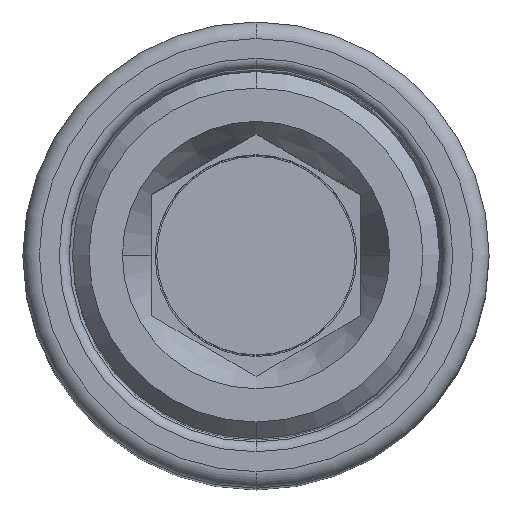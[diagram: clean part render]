
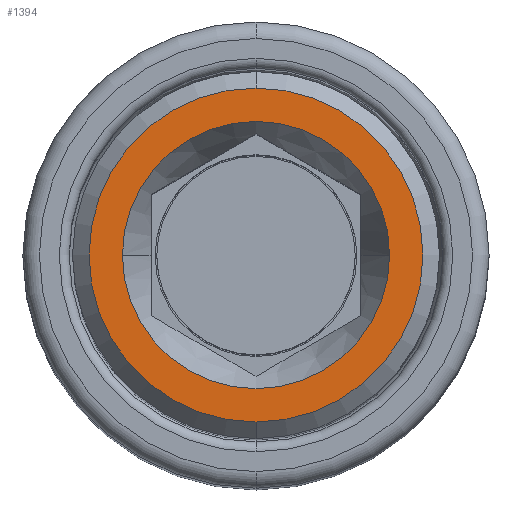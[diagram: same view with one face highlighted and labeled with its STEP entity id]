
A CAD part, top view. The second image highlights one B-rep face of the part: STEP entity #1394.
In plain terms, the highlighted planar face has unit normal (0, 0, 1).
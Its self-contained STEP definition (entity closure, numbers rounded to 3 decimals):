
#232=CARTESIAN_POINT('',(0.,0.,0.));
#233=DIRECTION('',(0.,0.,1.));
#234=DIRECTION('',(0.,1.,0.));
#235=AXIS2_PLACEMENT_3D('',#232,#233,#234);
#240=CARTESIAN_POINT('',(0.,0.,0.));
#241=DIRECTION('',(0.,0.,1.));
#242=DIRECTION('',(0.,-1.,0.));
#243=AXIS2_PLACEMENT_3D('',#240,#241,#242);
#248=CARTESIAN_POINT('',(0.,0.,0.));
#249=DIRECTION('',(0.,0.,-1.));
#250=DIRECTION('',(1.,0.,0.));
#251=AXIS2_PLACEMENT_3D('',#248,#249,#250);
#256=CARTESIAN_POINT('',(0.,0.,0.));
#257=DIRECTION('',(0.,0.,-1.));
#258=DIRECTION('',(-1.,0.,0.));
#259=AXIS2_PLACEMENT_3D('',#256,#257,#258);
#1157=CARTESIAN_POINT('',(0.,5.05,0.));
#1158=CARTESIAN_POINT('',(0.,-5.05,0.));
#1159=VERTEX_POINT('',#1157);
#1160=VERTEX_POINT('',#1158);
#1173=CARTESIAN_POINT('',(4.041,0.,0.));
#1174=CARTESIAN_POINT('',(-4.041,0.,0.));
#1175=VERTEX_POINT('',#1173);
#1176=VERTEX_POINT('',#1174);
#1378=CARTESIAN_POINT('',(0.,0.,0.));
#1379=DIRECTION('',(0.,0.,-1.));
#1380=DIRECTION('',(0.,-1.,0.));
#1381=AXIS2_PLACEMENT_3D('',#1378,#1379,#1380);
#1382=PLANE('',#1381);
#1384=ORIENTED_EDGE('',*,*,#1383,.F.);
#1385=ORIENTED_EDGE('',*,*,#1368,.F.);
#1386=EDGE_LOOP('',(#1384,#1385));
#1387=FACE_OUTER_BOUND('',#1386,.F.);
#1389=ORIENTED_EDGE('',*,*,#1388,.F.);
#1391=ORIENTED_EDGE('',*,*,#1390,.F.);
#1392=EDGE_LOOP('',(#1389,#1391));
#1393=FACE_BOUND('',#1392,.F.);
#1394=ADVANCED_FACE('',(#1387,#1393),#1382,.F.);
#236=CIRCLE('',#235,5.05);
#244=CIRCLE('',#243,5.05);
#252=CIRCLE('',#251,4.041);
#260=CIRCLE('',#259,4.041);
#1368=EDGE_CURVE('',#1160,#1159,#244,.T.);
#1383=EDGE_CURVE('',#1159,#1160,#236,.T.);
#1388=EDGE_CURVE('',#1175,#1176,#252,.T.);
#1390=EDGE_CURVE('',#1176,#1175,#260,.T.);
